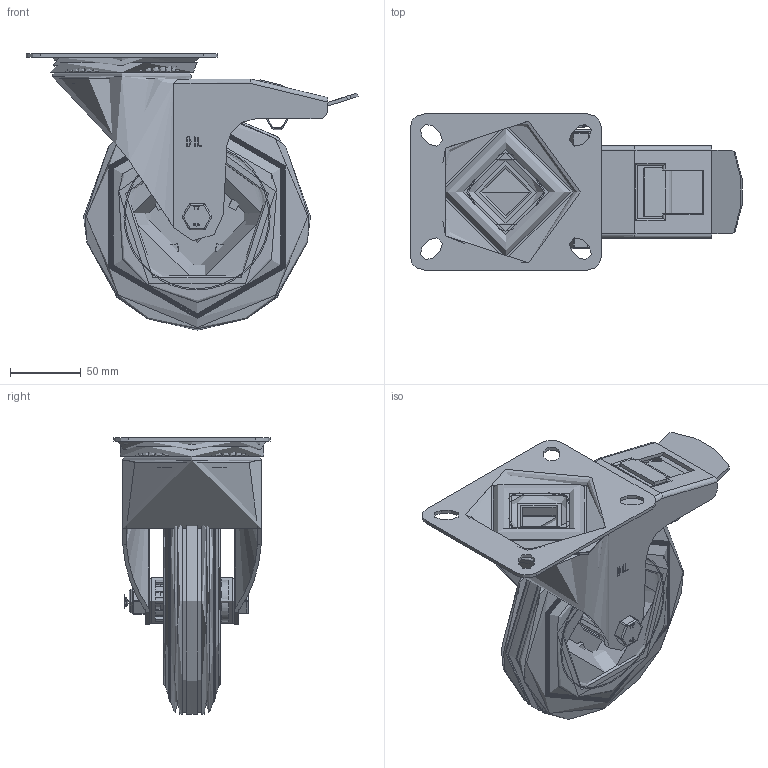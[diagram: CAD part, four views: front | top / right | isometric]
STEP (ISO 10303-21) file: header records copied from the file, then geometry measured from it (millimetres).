
FILE_DESCRIPTION(/* description */ (''),/* implementation_level */ '2;1');
FILE_NAME(/* name */ 'BZMM160BSBSWB.step',/* time_stamp */ '2024-06-19T15:44:43+01:00',/* author */ (''),/* organization */ (''),/* preprocessor_version */ 'ST-DEVELOPER v20',/* originating_system */ 'Autodesk Translation Framework v13.14.0.145',/* authorisation */ '');
FILE_SCHEMA (('AUTOMOTIVE_DESIGN { 1 0 10303 214 3 1 1 }'));
Length unit declared in the file: millimetre
Products named in the file (29): BZMM160BSBSWB; BZMM150ASSWBLITE v1; ZINC PLATED, PRESSED STEEL TOP PLATE; ZINC PLATED, PRESSED STEEL TOP PLATE Geometry; BALL BEARINGS; Component1; ZINC PLATED, PRESSED STEEL FORKS; BEARING SEAL; BRAKE PEDAL; BRAKE PAD; BZH160WBSRB v1; RUBBER TYRE; STEEL RIM; Pattern; Component2; RIM1; RIM2; ROLLER BEARING; RIBS; Component1 (1); CAGE; TUBEM20X60 v1; ZINC PLATED STEEL TUBE; HEXBOLTM12X80Z8.8 v2; GRADE 8.8 ZINC PLATED BOLT; NYLOCM12Z v1; NYLOC NUT; NUT; RUBBER
Assembly tree (80 placements, depth 5):
  BZMM160BSBSWB
    BZMM150ASSWBLITE v1
      ZINC PLATED, PRESSED STEEL TOP PLATE
        ZINC PLATED, PRESSED STEEL TOP PLATE Geometry
        BALL BEARINGS
          Component1  x40
      ZINC PLATED, PRESSED STEEL FORKS
      BEARING SEAL
      BRAKE PEDAL
      BRAKE PAD
    BZH160WBSRB v1
      RUBBER TYRE
      STEEL RIM
        Pattern
          Component2  x5
        RIM1
        RIM2
      ROLLER BEARING
        RIBS
          Component1 (1)  x10
        CAGE
    TUBEM20X60 v1
      ZINC PLATED STEEL TUBE
    HEXBOLTM12X80Z8.8 v2
      GRADE 8.8 ZINC PLATED BOLT
    NYLOCM12Z v1
      NYLOC NUT
        NUT
        RUBBER
Bounding box: 233.89 x 110 x 195 mm (x, y, z)
Volume: 723762.1 mm3; surface area: 279411.1 mm2
Topology: 68 solids, 68 shells, 744 faces, 1834 edges, 1168 vertices
Faces by surface type: plane 329, cylinder 217, sphere 58, bspline 56, cone 48, torus 36
Full cylindrical faces by diameter (mm): 4.5 x10, 6 x15, 8 x10, 9.836 x18, 11.834 x18, 12 x3, 12.2 x2, 12.5 x1, 14 x2, 18 x1, 18.5 x1, 19.9 x1, 20 x3, 29.5 x3, 32.5 x2, 33.75 x1, 39.75 x2, 50 x1, 78 x1, 93 x1, 98 x1, 103 x2
Entity records: 29603 total; most frequent: CARTESIAN_POINT 12799, DIRECTION 3369, ORIENTED_EDGE 3304, EDGE_CURVE 1652, AXIS2_PLACEMENT_3D 1251, VERTEX_POINT 1048, LINE 867, VECTOR 867
